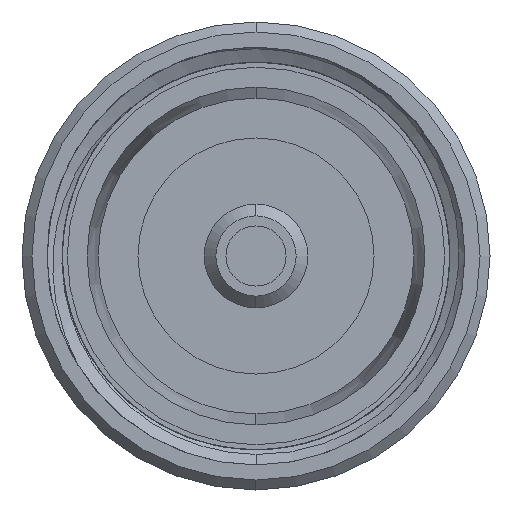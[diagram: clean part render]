
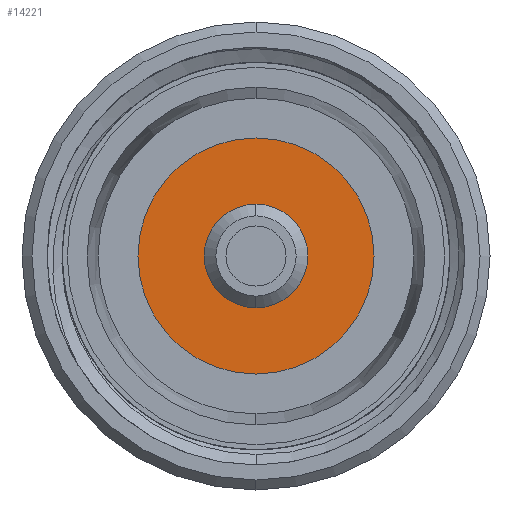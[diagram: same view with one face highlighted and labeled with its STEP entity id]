
A CAD part, left-side view. The second image highlights one B-rep face of the part: STEP entity #14221.
In plain terms, the highlighted planar face has unit normal (-1, 0, 0).
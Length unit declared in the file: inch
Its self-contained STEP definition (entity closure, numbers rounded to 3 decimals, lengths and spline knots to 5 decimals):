
#319 = AXIS2_PLACEMENT_3D ( 'NONE', #6550, #16497, #16278 ) ;
#385 = EDGE_CURVE ( 'NONE', #17115, #15044, #13205, .T. ) ;
#1136 = EDGE_LOOP ( 'NONE', ( #13211, #15872 ) ) ;
#1256 = ORIENTED_EDGE ( 'NONE', *, *, #4295, .F. ) ;
#1632 = DIRECTION ( 'NONE',  ( -1., 0., 0. ) ) ;
#1978 = CARTESIAN_POINT ( 'NONE',  ( 0.43316, 0., 0.17656 ) ) ;
#2034 = VERTEX_POINT ( 'NONE', #1978 ) ;
#2783 = CIRCLE ( 'NONE', #3449, 0.17656 ) ;
#3160 = FACE_OUTER_BOUND ( 'NONE', #1136, .T. ) ;
#3449 = AXIS2_PLACEMENT_3D ( 'NONE', #13709, #20227, #18723 ) ;
#3749 = ORIENTED_EDGE ( 'NONE', *, *, #385, .F. ) ;
#4295 = EDGE_CURVE ( 'NONE', #15044, #17115, #15949, .T. ) ;
#4298 = CIRCLE ( 'NONE', #19625, 0.17656 ) ;
#6022 = DIRECTION ( 'NONE',  ( -1., 0., 0. ) ) ;
#6550 = CARTESIAN_POINT ( 'NONE',  ( 0.43316, 0., 0. ) ) ;
#6649 = PLANE ( 'NONE',  #21023 ) ;
#6717 = EDGE_CURVE ( 'NONE', #16647, #2034, #2783, .T. ) ;
#8263 = DIRECTION ( 'NONE',  ( 1., 0., 0. ) ) ;
#9017 = FACE_BOUND ( 'NONE', #18220, .T. ) ;
#11158 = AXIS2_PLACEMENT_3D ( 'NONE', #17728, #1632, #16447 ) ;
#11522 = EDGE_CURVE ( 'NONE', #2034, #16647, #4298, .T. ) ;
#13205 = CIRCLE ( 'NONE', #11158, 0.0775 ) ;
#13211 = ORIENTED_EDGE ( 'NONE', *, *, #11522, .T. ) ;
#13709 = CARTESIAN_POINT ( 'NONE',  ( 0.43316, 0., 0. ) ) ;
#14221 = ADVANCED_FACE ( 'NONE', ( #9017, #3160 ), #6649, .F. ) ;
#14960 = CARTESIAN_POINT ( 'NONE',  ( 0.43316, 0., -0.17656 ) ) ;
#15044 = VERTEX_POINT ( 'NONE', #16853 ) ;
#15872 = ORIENTED_EDGE ( 'NONE', *, *, #6717, .T. ) ;
#15949 = CIRCLE ( 'NONE', #319, 0.0775 ) ;
#16278 = DIRECTION ( 'NONE',  ( 0., 0., -1. ) ) ;
#16447 = DIRECTION ( 'NONE',  ( 0., 0., -1. ) ) ;
#16497 = DIRECTION ( 'NONE',  ( -1., 0., 0. ) ) ;
#16647 = VERTEX_POINT ( 'NONE', #14960 ) ;
#16853 = CARTESIAN_POINT ( 'NONE',  ( 0.43316, 0., -0.0775 ) ) ;
#17115 = VERTEX_POINT ( 'NONE', #18405 ) ;
#17728 = CARTESIAN_POINT ( 'NONE',  ( 0.43316, 0., 0. ) ) ;
#18220 = EDGE_LOOP ( 'NONE', ( #3749, #1256 ) ) ;
#18233 = DIRECTION ( 'NONE',  ( 0., 0., 1. ) ) ;
#18405 = CARTESIAN_POINT ( 'NONE',  ( 0.43316, 0., 0.0775 ) ) ;
#18723 = DIRECTION ( 'NONE',  ( 0., 0., 1. ) ) ;
#19264 = DIRECTION ( 'NONE',  ( 0., 1., 0. ) ) ;
#19625 = AXIS2_PLACEMENT_3D ( 'NONE', #20653, #6022, #18233 ) ;
#20227 = DIRECTION ( 'NONE',  ( -1., 0., 0. ) ) ;
#20653 = CARTESIAN_POINT ( 'NONE',  ( 0.43316, 0., 0. ) ) ;
#21023 = AXIS2_PLACEMENT_3D ( 'NONE', #21074, #8263, #19264 ) ;
#21074 = CARTESIAN_POINT ( 'NONE',  ( 0.43316, 0.17656, 0. ) ) ;
